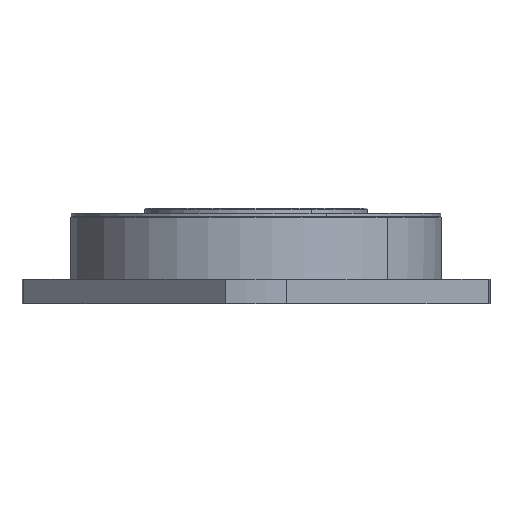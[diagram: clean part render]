
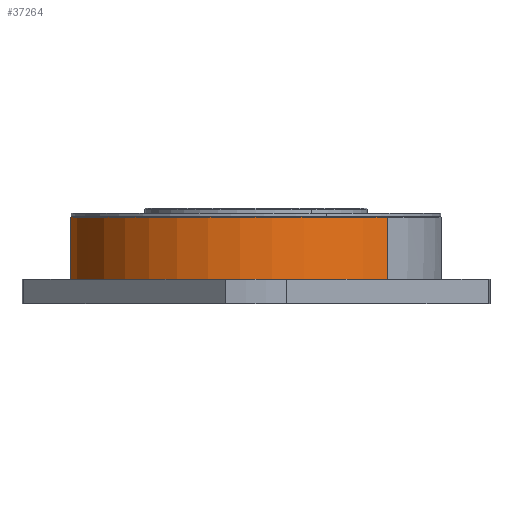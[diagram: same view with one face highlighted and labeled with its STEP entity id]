
A CAD part, left-side view. The second image highlights one B-rep face of the part: STEP entity #37264.
In plain terms, the highlighted cylindrical face has radius 115 mm (diameter 230 mm), a partial arc.
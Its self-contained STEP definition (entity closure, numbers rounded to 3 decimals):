
#331 = DIRECTION ( 'NONE',  ( 0., 0., -1. ) ) ;
#710 = CARTESIAN_POINT ( 'NONE',  ( 0., 0., 14.5 ) ) ;
#1709 = DIRECTION ( 'NONE',  ( -0.707, -0.707, 0. ) ) ;
#4576 = VERTEX_POINT ( 'NONE', #13210 ) ;
#6392 = ORIENTED_EDGE ( 'NONE', *, *, #29391, .F. ) ;
#8003 = CARTESIAN_POINT ( 'NONE',  ( 81.317, 81.317, 14.5 ) ) ;
#8079 = CARTESIAN_POINT ( 'NONE',  ( 81.317, 81.317, 14.5 ) ) ;
#8870 = CIRCLE ( 'NONE', #28884, 115. ) ;
#9066 = EDGE_CURVE ( 'NONE', #17528, #4576, #28243, .T. ) ;
#9137 = ORIENTED_EDGE ( 'NONE', *, *, #9799, .F. ) ;
#9799 = EDGE_CURVE ( 'NONE', #12244, #48402, #16008, .T. ) ;
#12244 = VERTEX_POINT ( 'NONE', #8079 ) ;
#12424 = CARTESIAN_POINT ( 'NONE',  ( -81.317, -81.317, 14.5 ) ) ;
#13210 = CARTESIAN_POINT ( 'NONE',  ( -81.317, -81.317, 53. ) ) ;
#13431 = EDGE_LOOP ( 'NONE', ( #9137, #32324, #6392, #46153, #19864 ) ) ;
#15029 = DIRECTION ( 'NONE',  ( 0., 0., -1. ) ) ;
#15189 = VECTOR ( 'NONE', #43292, 1000. ) ;
#15618 = DIRECTION ( 'NONE',  ( 0.707, 0.707, 0. ) ) ;
#16008 = LINE ( 'NONE', #8003, #28102 ) ;
#16009 = CARTESIAN_POINT ( 'NONE',  ( 0., 0., 14.5 ) ) ;
#17528 = VERTEX_POINT ( 'NONE', #29196 ) ;
#19520 = AXIS2_PLACEMENT_3D ( 'NONE', #710, #24814, #47385 ) ;
#19864 = ORIENTED_EDGE ( 'NONE', *, *, #36539, .T. ) ;
#24315 = FACE_OUTER_BOUND ( 'NONE', #13431, .T. ) ;
#24814 = DIRECTION ( 'NONE',  ( 0., 0., -1. ) ) ;
#26365 = AXIS2_PLACEMENT_3D ( 'NONE', #34115, #15029, #45907 ) ;
#28102 = VECTOR ( 'NONE', #42609, 1000. ) ;
#28243 = LINE ( 'NONE', #12424, #15189 ) ;
#28884 = AXIS2_PLACEMENT_3D ( 'NONE', #34942, #331, #15618 ) ;
#29196 = CARTESIAN_POINT ( 'NONE',  ( -81.317, -81.317, 14.5 ) ) ;
#29391 = EDGE_CURVE ( 'NONE', #17528, #30546, #39178, .T. ) ;
#30546 = VERTEX_POINT ( 'NONE', #47403 ) ;
#32324 = ORIENTED_EDGE ( 'NONE', *, *, #41505, .F. ) ;
#34115 = CARTESIAN_POINT ( 'NONE',  ( 0., 0., 14.5 ) ) ;
#34942 = CARTESIAN_POINT ( 'NONE',  ( 0., 0., 53. ) ) ;
#36539 = EDGE_CURVE ( 'NONE', #4576, #48402, #8870, .T. ) ;
#36992 = AXIS2_PLACEMENT_3D ( 'NONE', #16009, #47121, #1709 ) ;
#37264 = ADVANCED_FACE ( 'NONE', ( #24315 ), #40095, .T. ) ;
#39178 = CIRCLE ( 'NONE', #26365, 115. ) ;
#40095 = CYLINDRICAL_SURFACE ( 'NONE', #36992, 115. ) ;
#41505 = EDGE_CURVE ( 'NONE', #30546, #12244, #48391, .T. ) ;
#42609 = DIRECTION ( 'NONE',  ( 0., 0., 1. ) ) ;
#43292 = DIRECTION ( 'NONE',  ( 0., 0., 1. ) ) ;
#44652 = CARTESIAN_POINT ( 'NONE',  ( 81.317, 81.317, 53. ) ) ;
#45907 = DIRECTION ( 'NONE',  ( 0.707, 0.707, 0. ) ) ;
#46153 = ORIENTED_EDGE ( 'NONE', *, *, #9066, .T. ) ;
#47121 = DIRECTION ( 'NONE',  ( 0., 0., 1. ) ) ;
#47385 = DIRECTION ( 'NONE',  ( 0.707, 0.707, 0. ) ) ;
#47403 = CARTESIAN_POINT ( 'NONE',  ( -81.317, 81.317, 14.5 ) ) ;
#48391 = CIRCLE ( 'NONE', #19520, 115. ) ;
#48402 = VERTEX_POINT ( 'NONE', #44652 ) ;
